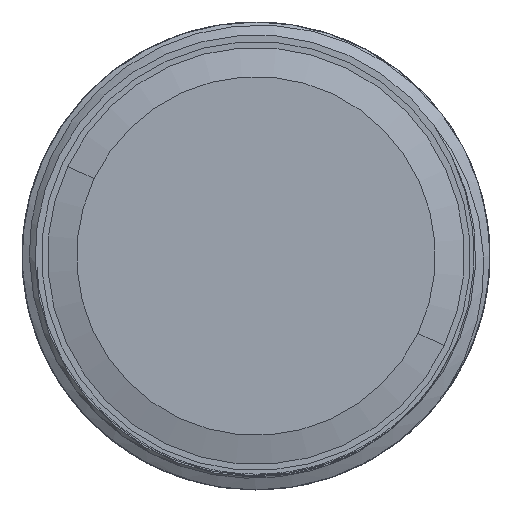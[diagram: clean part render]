
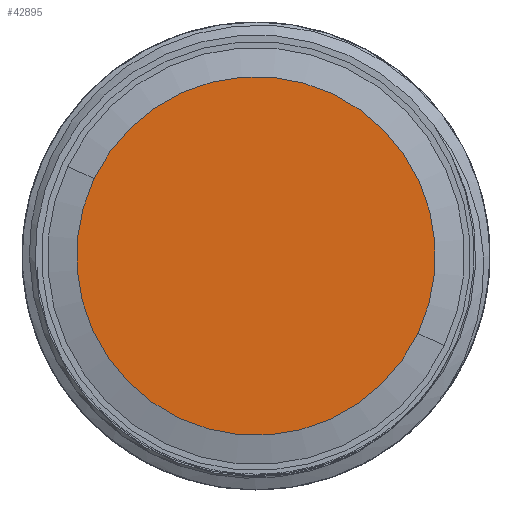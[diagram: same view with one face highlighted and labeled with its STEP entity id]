
A CAD part, front view. The second image highlights one B-rep face of the part: STEP entity #42895.
In plain terms, the highlighted planar face has unit normal (0, -1, 0).
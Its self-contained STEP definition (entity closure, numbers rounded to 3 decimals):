
#23918=CARTESIAN_POINT('',(0.,0.,0.));
#23919=DIRECTION('',(0.,-1.,0.));
#23920=DIRECTION('',(0.903,0.,-0.431));
#23921=AXIS2_PLACEMENT_3D('',#23918,#23919,#23920);
#23927=CARTESIAN_POINT('',(0.,0.,0.));
#23928=DIRECTION('',(0.,-1.,0.));
#23929=DIRECTION('',(-0.903,0.,0.431));
#23930=AXIS2_PLACEMENT_3D('',#23927,#23928,#23929);
#24889=CARTESIAN_POINT('',(-6.228,0.,2.971));
#24890=CARTESIAN_POINT('',(6.228,0.,-2.971));
#24891=VERTEX_POINT('',#24889);
#24892=VERTEX_POINT('',#24890);
#42885=CARTESIAN_POINT('',(0.,0.,0.));
#42886=DIRECTION('',(0.,1.,0.));
#42887=DIRECTION('',(0.903,0.,-0.431));
#42888=AXIS2_PLACEMENT_3D('',#42885,#42886,#42887);
#42889=PLANE('',#42888);
#42891=ORIENTED_EDGE('',*,*,#42890,.F.);
#42892=ORIENTED_EDGE('',*,*,#42868,.F.);
#42893=EDGE_LOOP('',(#42891,#42892));
#42894=FACE_OUTER_BOUND('',#42893,.F.);
#42895=ADVANCED_FACE('',(#42894),#42889,.F.);
#23922=CIRCLE('',#23921,6.9);
#23931=CIRCLE('',#23930,6.9);
#42868=EDGE_CURVE('',#24892,#24891,#23922,.T.);
#42890=EDGE_CURVE('',#24891,#24892,#23931,.T.);
